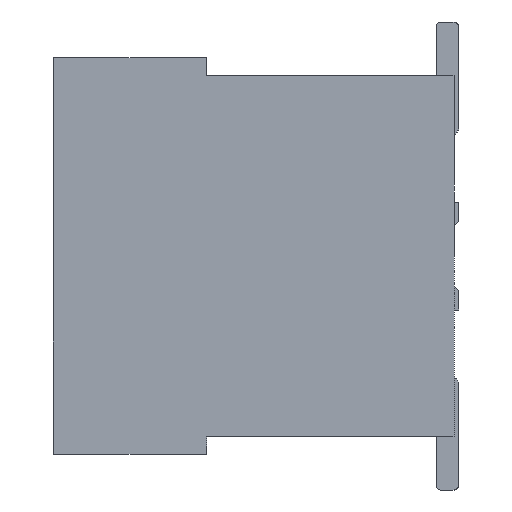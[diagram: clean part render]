
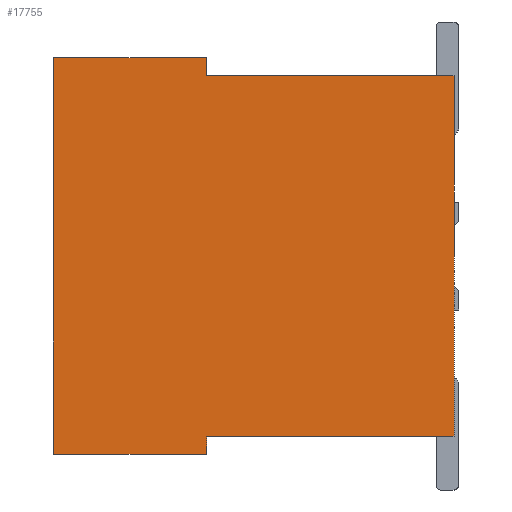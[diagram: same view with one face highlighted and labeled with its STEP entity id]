
A CAD part, left-side view. The second image highlights one B-rep face of the part: STEP entity #17755.
In plain terms, the highlighted planar face has unit normal (-1, 0, 0).
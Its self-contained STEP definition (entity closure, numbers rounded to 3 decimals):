
#3699 = VECTOR ( 'NONE', #63145, 1000. ) ;
#3701 = CARTESIAN_POINT ( 'NONE',  ( 3.65, 1.25, -2. ) ) ;
#7384 = VERTEX_POINT ( 'NONE', #28790 ) ;
#8190 = AXIS2_PLACEMENT_3D ( 'NONE', #18451, #37591, #77588 ) ;
#9077 = ORIENTED_EDGE ( 'NONE', *, *, #68837, .T. ) ;
#10863 = LINE ( 'NONE', #55651, #13848 ) ;
#11079 = FACE_OUTER_BOUND ( 'NONE', #59847, .T. ) ;
#11847 = ORIENTED_EDGE ( 'NONE', *, *, #56729, .F. ) ;
#13848 = VECTOR ( 'NONE', #83457, 1000. ) ;
#15122 = VECTOR ( 'NONE', #19997, 1000. ) ;
#16219 = LINE ( 'NONE', #56629, #3699 ) ;
#17755 = ADVANCED_FACE ( 'NONE', ( #11079 ), #24975, .F. ) ;
#18451 = CARTESIAN_POINT ( 'NONE',  ( 3.65, 1.475, 0. ) ) ;
#19040 = ORIENTED_EDGE ( 'NONE', *, *, #73148, .T. ) ;
#19585 = VECTOR ( 'NONE', #60711, 1000. ) ;
#19861 = VERTEX_POINT ( 'NONE', #70909 ) ;
#19997 = DIRECTION ( 'NONE',  ( 0., -1., 0. ) ) ;
#22348 = VERTEX_POINT ( 'NONE', #3701 ) ;
#22607 = VECTOR ( 'NONE', #39249, 1000. ) ;
#23398 = CARTESIAN_POINT ( 'NONE',  ( 3.65, 1.25, -2. ) ) ;
#24975 = PLANE ( 'NONE',  #8190 ) ;
#26621 = VECTOR ( 'NONE', #30474, 1000. ) ;
#27094 = DIRECTION ( 'NONE',  ( 0., 0., 1. ) ) ;
#28244 = VECTOR ( 'NONE', #27094, 1000. ) ;
#28790 = CARTESIAN_POINT ( 'NONE',  ( 3.65, 1.25, 2. ) ) ;
#30474 = DIRECTION ( 'NONE',  ( 0., 1., 0. ) ) ;
#32622 = LINE ( 'NONE', #52191, #15122 ) ;
#33553 = VERTEX_POINT ( 'NONE', #47718 ) ;
#33844 = EDGE_CURVE ( 'NONE', #63822, #19861, #60974, .T. ) ;
#35053 = LINE ( 'NONE', #53344, #19585 ) ;
#37591 = DIRECTION ( 'NONE',  ( 1., 0., 0. ) ) ;
#37634 = ORIENTED_EDGE ( 'NONE', *, *, #75716, .F. ) ;
#38779 = ORIENTED_EDGE ( 'NONE', *, *, #44105, .T. ) ;
#39249 = DIRECTION ( 'NONE',  ( 0., 0., -1. ) ) ;
#44105 = EDGE_CURVE ( 'NONE', #60831, #7384, #16219, .T. ) ;
#44377 = CARTESIAN_POINT ( 'NONE',  ( 3.65, 1.25, -2.2 ) ) ;
#47718 = CARTESIAN_POINT ( 'NONE',  ( 3.65, 1.25, -2.2 ) ) ;
#48805 = CARTESIAN_POINT ( 'NONE',  ( 3.65, 2.95, -2.2 ) ) ;
#49038 = DIRECTION ( 'NONE',  ( 0., -1., 0. ) ) ;
#52191 = CARTESIAN_POINT ( 'NONE',  ( 3.65, 2.95, 2.2 ) ) ;
#52639 = EDGE_CURVE ( 'NONE', #79048, #60831, #10863, .T. ) ;
#53152 = CARTESIAN_POINT ( 'NONE',  ( 3.65, 1.25, -2. ) ) ;
#53344 = CARTESIAN_POINT ( 'NONE',  ( 3.65, 1.25, 2. ) ) ;
#55087 = LINE ( 'NONE', #53152, #22607 ) ;
#55651 = CARTESIAN_POINT ( 'NONE',  ( 3.65, -1.5, -2. ) ) ;
#56281 = VERTEX_POINT ( 'NONE', #74628 ) ;
#56629 = CARTESIAN_POINT ( 'NONE',  ( 3.65, -1.5, 2. ) ) ;
#56729 = EDGE_CURVE ( 'NONE', #33553, #63822, #83513, .T. ) ;
#57549 = VECTOR ( 'NONE', #49038, 1000. ) ;
#57782 = EDGE_CURVE ( 'NONE', #22348, #33553, #55087, .T. ) ;
#59847 = EDGE_LOOP ( 'NONE', ( #19040, #84386, #38779, #9077, #37634, #70124, #11847, #67785 ) ) ;
#60711 = DIRECTION ( 'NONE',  ( 0., 0., 1. ) ) ;
#60831 = VERTEX_POINT ( 'NONE', #81849 ) ;
#60974 = LINE ( 'NONE', #48805, #28244 ) ;
#63145 = DIRECTION ( 'NONE',  ( 0., 1., 0. ) ) ;
#63822 = VERTEX_POINT ( 'NONE', #82336 ) ;
#67785 = ORIENTED_EDGE ( 'NONE', *, *, #57782, .F. ) ;
#68837 = EDGE_CURVE ( 'NONE', #7384, #56281, #35053, .T. ) ;
#70124 = ORIENTED_EDGE ( 'NONE', *, *, #33844, .F. ) ;
#70909 = CARTESIAN_POINT ( 'NONE',  ( 3.65, 2.95, 2.2 ) ) ;
#73148 = EDGE_CURVE ( 'NONE', #22348, #79048, #82955, .T. ) ;
#74628 = CARTESIAN_POINT ( 'NONE',  ( 3.65, 1.25, 2.2 ) ) ;
#75716 = EDGE_CURVE ( 'NONE', #19861, #56281, #32622, .T. ) ;
#77588 = DIRECTION ( 'NONE',  ( 0., 1., 0. ) ) ;
#79048 = VERTEX_POINT ( 'NONE', #84570 ) ;
#81849 = CARTESIAN_POINT ( 'NONE',  ( 3.65, -1.5, 2. ) ) ;
#82336 = CARTESIAN_POINT ( 'NONE',  ( 3.65, 2.95, -2.2 ) ) ;
#82955 = LINE ( 'NONE', #23398, #57549 ) ;
#83457 = DIRECTION ( 'NONE',  ( 0., 0., 1. ) ) ;
#83513 = LINE ( 'NONE', #44377, #26621 ) ;
#84386 = ORIENTED_EDGE ( 'NONE', *, *, #52639, .T. ) ;
#84570 = CARTESIAN_POINT ( 'NONE',  ( 3.65, -1.5, -2. ) ) ;
